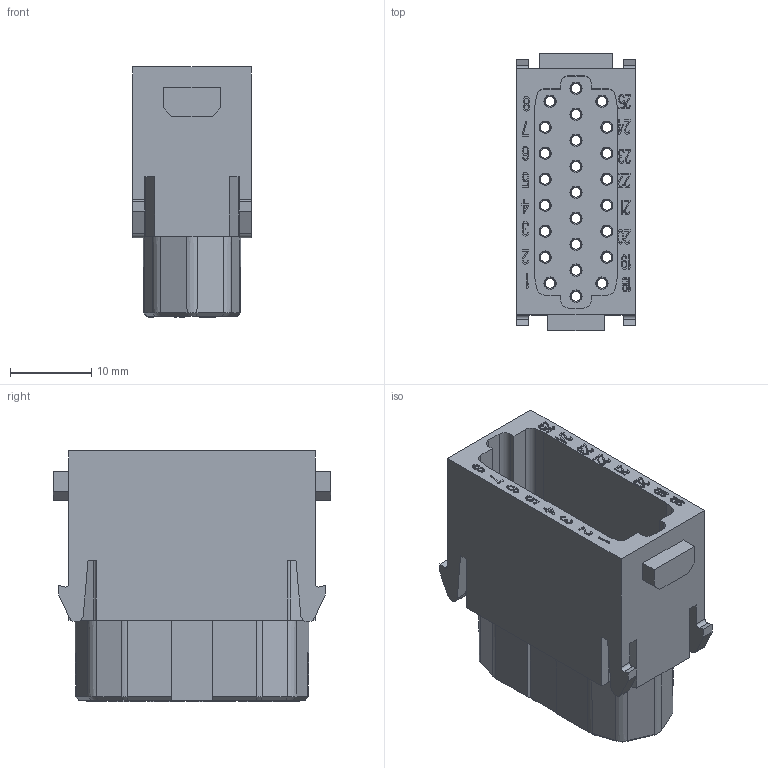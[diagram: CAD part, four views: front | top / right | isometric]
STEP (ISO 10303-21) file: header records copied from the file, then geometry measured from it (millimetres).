
FILE_DESCRIPTION((''),'2;1');
FILE_NAME('HMD025FB_12','2017-06-16T',('tl.yang'),(''),'PRO/ENGINEER BY PARAMETRIC TECHNOLOGY CORPORATION, 2011500','PRO/ENGINEER BY PARAMETRIC TECHNOLOGY CORPORATION, 2011500','');
FILE_SCHEMA(('CONFIG_CONTROL_DESIGN'));
Products named in the file (1): HMD025FB_12
Bounding box: 14.6 x 34.2 x 31 mm (x, y, z)
Volume: 7440.3 mm3; surface area: 8678.8 mm2
Topology: 1 solids, 1 shells, 2386 faces, 6674 edges, 4422 vertices
Faces by surface type: plane 1561, extrusion 427, cylinder 228, cone 170
Entity records: 78330 total; most frequent: CARTESIAN_POINT 17444, ORIENTED_EDGE 13348, DIRECTION 11087, EDGE_CURVE 6674, VECTOR 5289, LINE 4862, VERTEX_POINT 4422, AXIS2_PLACEMENT_3D 2899
